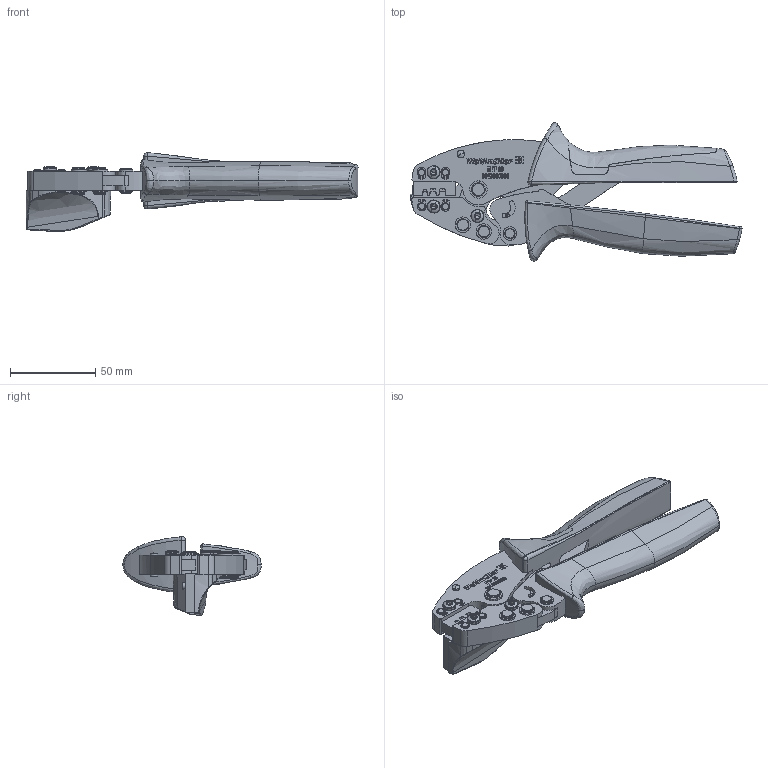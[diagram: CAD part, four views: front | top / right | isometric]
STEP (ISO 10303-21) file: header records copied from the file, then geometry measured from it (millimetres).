
FILE_DESCRIPTION(('CATIA V5 STEP Exchange','CAx-IF Rec.Pracs.--- Model Styling and Organization---1.5--- 2016-08-15','CAx-IF Rec.Pracs.---Supplemental Geometry---1.0---2011-11-01','CAx-IF Rec.Pracs.--- Composite Materials ---1.1---2010-07-15'),'2;1');
FILE_NAME ('033422-1_0', '2024-11-11T05:52:38+00:00', ('none'), ('Weidmueller'), 'CATIA Version 5-6 Release 2022 SP4 HF5', 'CATIA V5 STEP AP214 v3', 'none');
FILE_SCHEMA(('AUTOMOTIVE_DESIGN { 1 0 10303 214 1 1 1 1 }'));
Length unit declared in the file: millimetre
Products named in the file (1): 9013090000_HTF_28_AllCATPart
Bounding box: 194.63 x 81.1 x 46.11 mm (x, y, z)
Volume: 155205.8 mm3; surface area: 35666.7 mm2
Topology: 1 solids, 1 shells, 1351 faces, 3796 edges, 2514 vertices
Faces by surface type: plane 497, extrusion 411, cylinder 224, bspline 141, cone 42, torus 26, sphere 10
Entity records: 56164 total; most frequent: CARTESIAN_POINT 24162, ORIENTED_EDGE 7564, DIRECTION 3885, EDGE_CURVE 3782, VERTEX_POINT 2514, VECTOR 2170, LINE 1759, B_SPLINE_CURVE_WITH_KNOTS 1747
